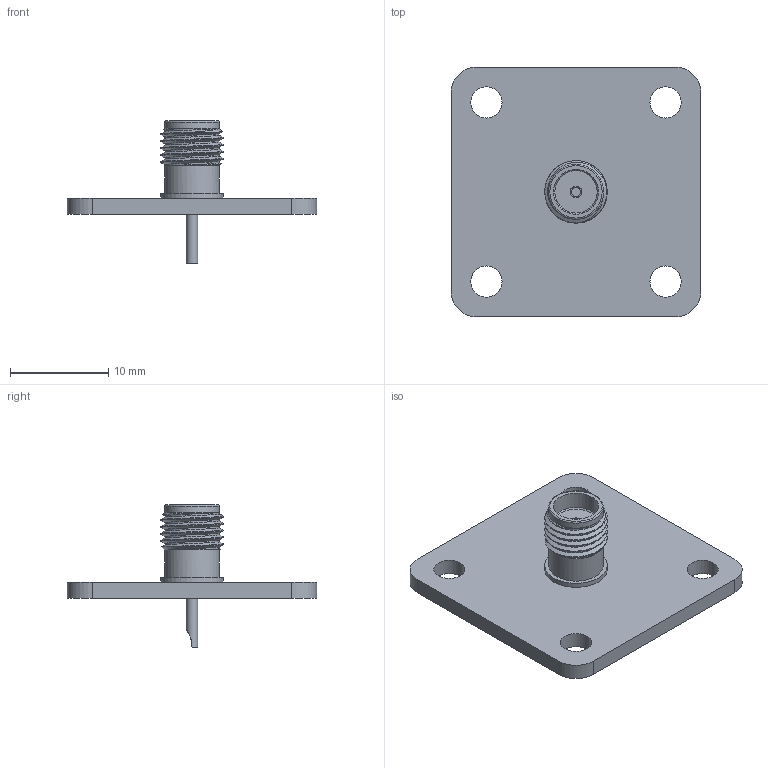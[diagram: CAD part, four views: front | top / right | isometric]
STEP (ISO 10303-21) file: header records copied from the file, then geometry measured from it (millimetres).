
FILE_DESCRIPTION (( 'STEP AP203' ), '1' );
FILE_NAME ('PE4218_3D.step', '2021-06-15T15:18:24', ( '' ), ( '' ), 'SwSTEP 2.0', 'SolidWorks 2020', '' );
FILE_SCHEMA (( 'CONFIG_CONTROL_DESIGN' ));
Length unit declared in the file: inch
Products named in the file (1): PE4218_3D
Bounding box: 25.4 x 25.4 x 14.48 mm (x, y, z)
Volume: 1178.6 mm3; surface area: 1694.5 mm2
Topology: 1 solids, 1 shells, 42 faces, 90 edges, 58 vertices
Faces by surface type: cylinder 20, plane 15, cone 3, bspline 3, torus 1
Full cylindrical faces by diameter (mm): 0.914 x1, 0.94 x1, 1.168 x1, 1.194 x2, 3.175 x4, 4.318 x1, 4.572 x1, 5.582 x2, 6.35 x1
Entity records: 2289 total; most frequent: CARTESIAN_POINT 1372, DIRECTION 174, ORIENTED_EDGE 142, AXIS2_PLACEMENT_3D 78, EDGE_LOOP 74, EDGE_CURVE 71, FACE_OUTER_BOUND 57, VERTEX_POINT 55
